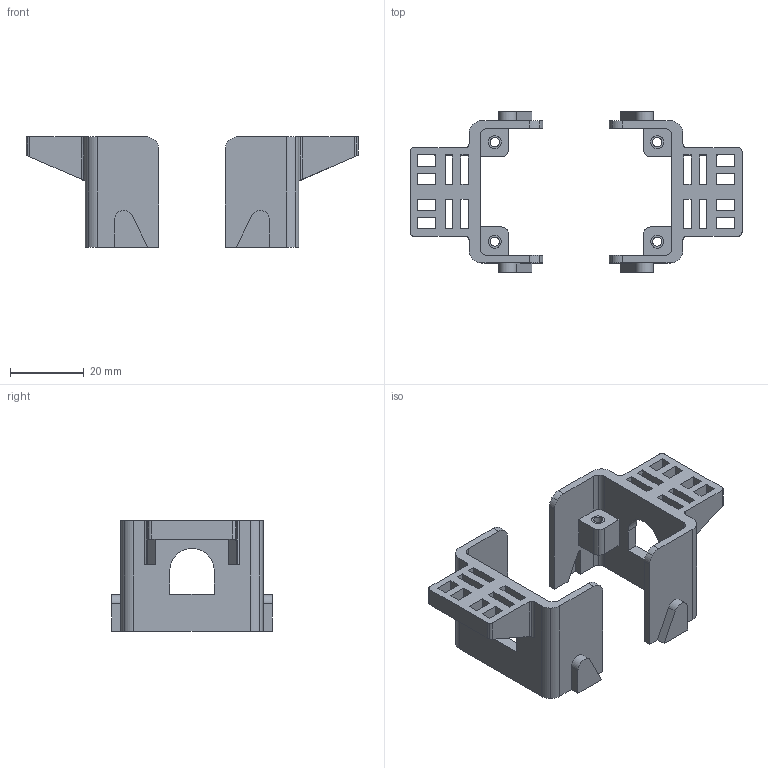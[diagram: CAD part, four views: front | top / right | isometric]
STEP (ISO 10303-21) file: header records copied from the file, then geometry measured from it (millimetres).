
FILE_DESCRIPTION((''),'2;1');
FILE_NAME('COB TSF.stp','2007-01-02T17:34:06',('gembarski'),(''),'Autodesk Inventor 7','Autodesk Inventor 7','');
FILE_SCHEMA(('AUTOMOTIVE_DESIGN { 1 0 10303 214 1 1 1 1 }'));
Length unit declared in the file: millimetre
Products named in the file (1): COB TSF
Bounding box: 90 x 43.5 x 30 mm (x, y, z)
Volume: 15302.7 mm3; surface area: 14236.4 mm2
Topology: 6 solids, 6 shells, 283 faces, 827 edges, 550 vertices
Faces by surface type: plane 141, cylinder 87, bspline 55
Entity records: 9720 total; most frequent: CARTESIAN_POINT 2064, ORIENTED_EDGE 1654, DIRECTION 1493, EDGE_CURVE 827, VECTOR 619, LINE 619, VERTEX_POINT 550, AXIS2_PLACEMENT_3D 437
